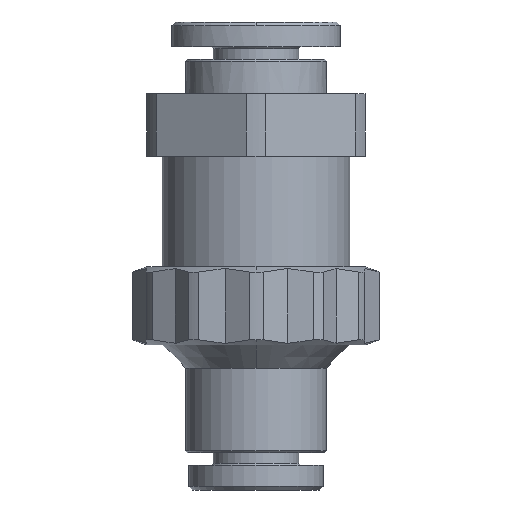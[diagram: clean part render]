
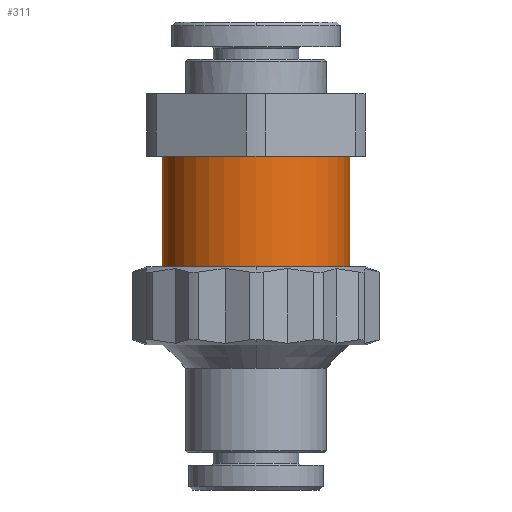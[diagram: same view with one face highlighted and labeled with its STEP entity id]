
A CAD part, front view. The second image highlights one B-rep face of the part: STEP entity #311.
In plain terms, the highlighted cylindrical face has radius 6 mm (diameter 12 mm), a partial arc.
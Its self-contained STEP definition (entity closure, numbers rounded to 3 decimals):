
#68 = VECTOR ( 'NONE', #26826, 1000. ) ;
#311 = ADVANCED_FACE ( 'NONE', ( #24063 ), #2241, .T. ) ;
#381 = VERTEX_POINT ( 'NONE', #1078 ) ;
#1078 = CARTESIAN_POINT ( 'NONE',  ( 0., -6., -3.8 ) ) ;
#2241 = CYLINDRICAL_SURFACE ( 'NONE', #2844, 6. ) ;
#2844 = AXIS2_PLACEMENT_3D ( 'NONE', #8074, #22315, #19786 ) ;
#3697 = CARTESIAN_POINT ( 'NONE',  ( 0., -6., 3.3 ) ) ;
#6129 = CARTESIAN_POINT ( 'NONE',  ( 0., 0., -3.8 ) ) ;
#6157 = CIRCLE ( 'NONE', #6870, 6. ) ;
#6870 = AXIS2_PLACEMENT_3D ( 'NONE', #6129, #22472, #24284 ) ;
#7222 = VECTOR ( 'NONE', #18158, 1000. ) ;
#7284 = EDGE_CURVE ( 'NONE', #381, #25517, #19610, .T. ) ;
#8074 = CARTESIAN_POINT ( 'NONE',  ( 0., 0., -2.75 ) ) ;
#8846 = EDGE_CURVE ( 'NONE', #381, #20027, #6157, .T. ) ;
#10046 = CARTESIAN_POINT ( 'NONE',  ( 0., 0., 3.3 ) ) ;
#10729 = ORIENTED_EDGE ( 'NONE', *, *, #8846, .T. ) ;
#11673 = LINE ( 'NONE', #22214, #68 ) ;
#12409 = DIRECTION ( 'NONE',  ( 0., -1., 0. ) ) ;
#12620 = DIRECTION ( 'NONE',  ( 0., 0., -1. ) ) ;
#12840 = EDGE_CURVE ( 'NONE', #20027, #18325, #11673, .T. ) ;
#15471 = ORIENTED_EDGE ( 'NONE', *, *, #7284, .F. ) ;
#18158 = DIRECTION ( 'NONE',  ( 0., 0., 1. ) ) ;
#18325 = VERTEX_POINT ( 'NONE', #20137 ) ;
#18766 = ORIENTED_EDGE ( 'NONE', *, *, #12840, .T. ) ;
#19610 = LINE ( 'NONE', #29799, #7222 ) ;
#19786 = DIRECTION ( 'NONE',  ( 0., -1., 0. ) ) ;
#20027 = VERTEX_POINT ( 'NONE', #24417 ) ;
#20137 = CARTESIAN_POINT ( 'NONE',  ( 0., 6., 3.3 ) ) ;
#20857 = AXIS2_PLACEMENT_3D ( 'NONE', #10046, #12620, #12409 ) ;
#21479 = CIRCLE ( 'NONE', #20857, 6. ) ;
#22214 = CARTESIAN_POINT ( 'NONE',  ( 0., 6., -2.75 ) ) ;
#22315 = DIRECTION ( 'NONE',  ( 0., 0., 1. ) ) ;
#22472 = DIRECTION ( 'NONE',  ( 0., 0., 1. ) ) ;
#22949 = EDGE_LOOP ( 'NONE', ( #10729, #18766, #27772, #15471 ) ) ;
#23338 = EDGE_CURVE ( 'NONE', #18325, #25517, #21479, .T. ) ;
#24063 = FACE_OUTER_BOUND ( 'NONE', #22949, .T. ) ;
#24284 = DIRECTION ( 'NONE',  ( 0., -1., 0. ) ) ;
#24417 = CARTESIAN_POINT ( 'NONE',  ( 0., 6., -3.8 ) ) ;
#25517 = VERTEX_POINT ( 'NONE', #3697 ) ;
#26826 = DIRECTION ( 'NONE',  ( 0., 0., 1. ) ) ;
#27772 = ORIENTED_EDGE ( 'NONE', *, *, #23338, .T. ) ;
#29799 = CARTESIAN_POINT ( 'NONE',  ( 0., -6., -2.75 ) ) ;
